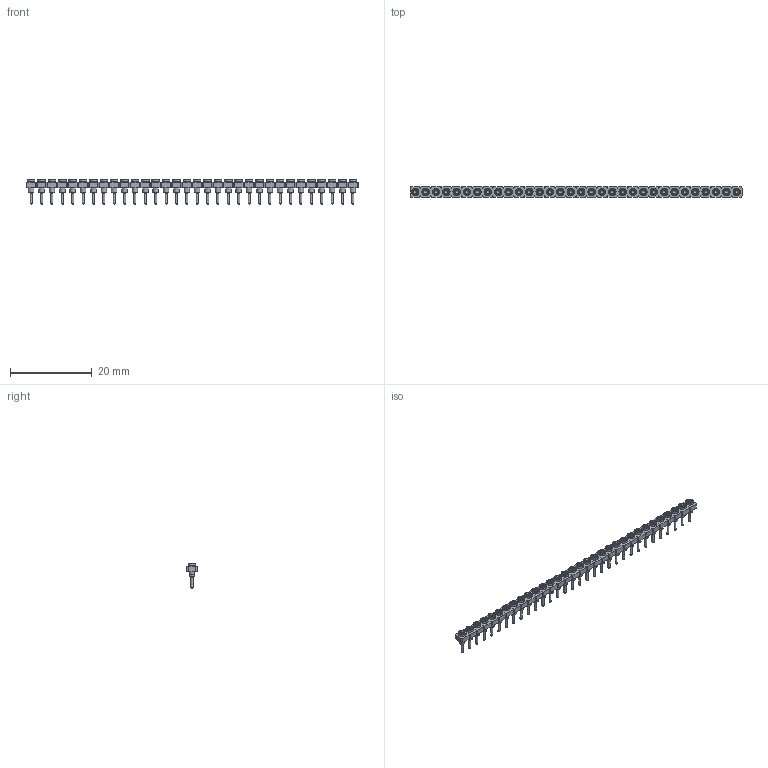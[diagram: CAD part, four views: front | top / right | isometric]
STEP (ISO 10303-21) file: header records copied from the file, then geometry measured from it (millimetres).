
FILE_DESCRIPTION(('FreeCAD Model'),'2;1');
FILE_NAME('Open CASCADE Shape Model','2025-01-11T13:03:49',(''),(''), 'Open CASCADE STEP processor 7.8','FreeCAD','Unknown');
FILE_SCHEMA(('AUTOMOTIVE_DESIGN { 1 0 10303 214 1 1 1 1 }'));
Length unit declared in the file: millimetre
Products named in the file (33): SC-4P1_pins527; SL-132_socket; SC-4P1_pins496; SC-4P1_pins497; SC-4P1_pins498; SC-4P1_pins499; SC-4P1_pins500; SC-4P1_pins501; SC-4P1_pins502; SC-4P1_pins503; SC-4P1_pins504; SC-4P1_pins505; SC-4P1_pins506; SC-4P1_pins507; SC-4P1_pins508; SC-4P1_pins509; SC-4P1_pins510; SC-4P1_pins511; SC-4P1_pins512; SC-4P1_pins513; SC-4P1_pins514; SC-4P1_pins515; SC-4P1_pins516; SC-4P1_pins517; SC-4P1_pins518; SC-4P1_pins519; SC-4P1_pins520; SC-4P1_pins521; SC-4P1_pins522; SC-4P1_pins523; SC-4P1_pins524; SC-4P1_pins525; SC-4P1_pins526
Bounding box: 81.28 x 2.54 x 6.1 mm (x, y, z)
Volume: 307.5 mm3; surface area: 1814.6 mm2
Topology: 33 solids, 33 shells, 740 faces, 1638 edges, 1060 vertices
Faces by surface type: plane 356, cylinder 224, cone 128, sphere 32
Full cylindrical faces by diameter (mm): 0.508 x32, 0.914 x32, 1.016 x32, 1.321 x96, 1.829 x32
Entity records: 20592 total; most frequent: CARTESIAN_POINT 3887, DIRECTION 3280, ORIENTED_EDGE 3148, EDGE_CURVE 1574, AXIS2_PLACEMENT_3D 1349, VERTEX_POINT 1060, FACE_BOUND 964, EDGE_LOOP 964
